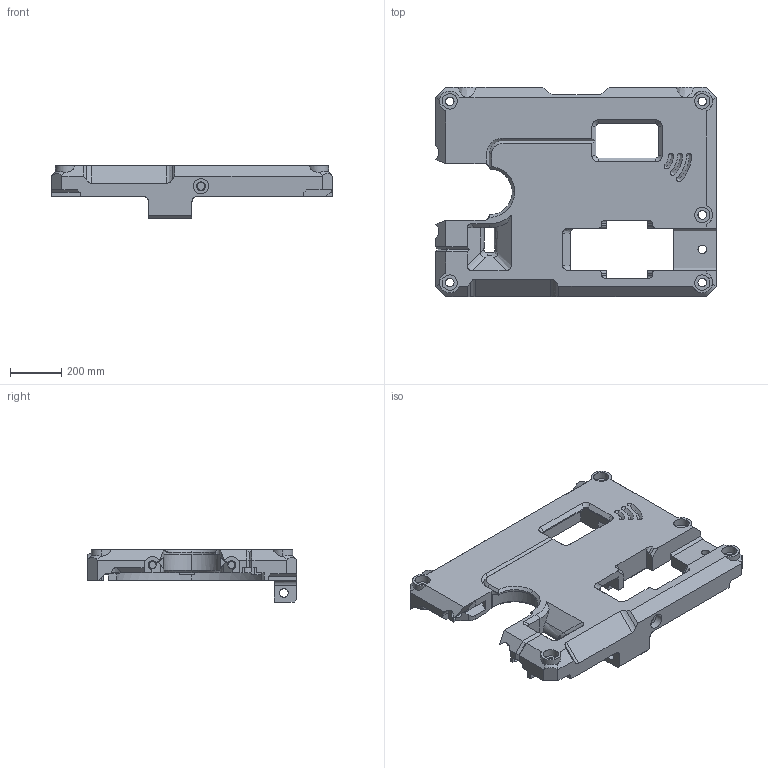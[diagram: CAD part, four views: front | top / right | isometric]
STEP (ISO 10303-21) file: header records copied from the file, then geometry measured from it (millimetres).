
FILE_DESCRIPTION(/* description */ (''),/* implementation_level */ '2;1');
FILE_NAME(/* name */ 'E-TKT_025-structure_J_top',/* time_stamp */ '2023-04-19T19:28:26-03:00',/* author */ (''),/* organization */ (''),/* preprocessor_version */ 'ST-DEVELOPER v16.5',/* originating_system */ '',/* authorisation */ '');
FILE_SCHEMA (('AUTOMOTIVE_DESIGN'));
Length unit declared in the file: centimetre
Products named in the file (1): Document
Bounding box: 1100 x 820 x 205 mm (x, y, z)
Volume: 59317791.6 mm3; surface area: 2643802.1 mm2
Topology: 1 solids, 2 shells, 435 faces, 1248 edges, 815 vertices
Faces by surface type: plane 269, bspline 166
Entity records: 16084 total; most frequent: CARTESIAN_POINT 8364, ORIENTED_EDGE 2479, EDGE_CURVE 1242, B_SPLINE_CURVE_WITH_KNOTS 912, VERTEX_POINT 815, EDGE_LOOP 472, ADVANCED_FACE 435, FACE_OUTER_BOUND 435
